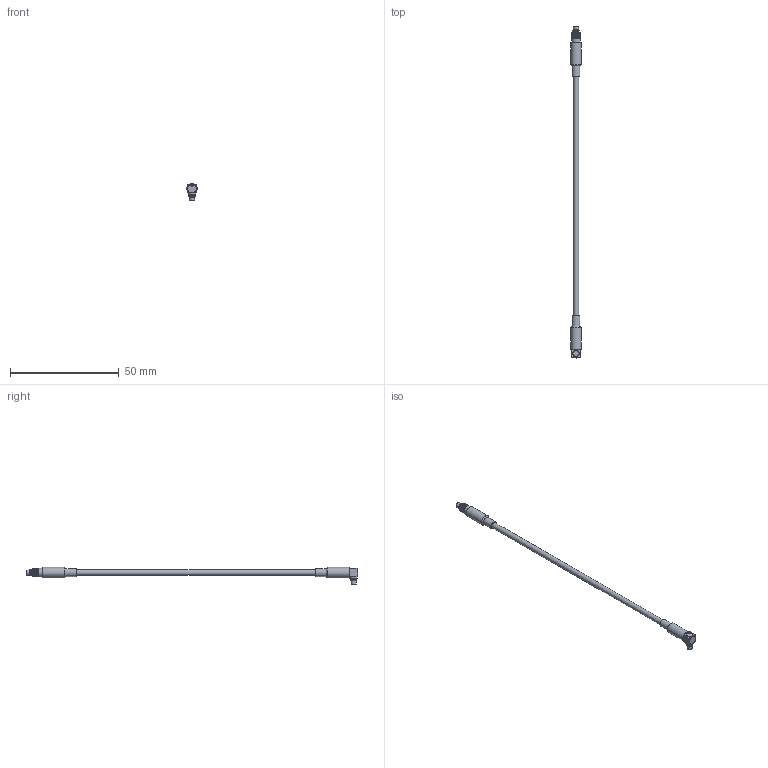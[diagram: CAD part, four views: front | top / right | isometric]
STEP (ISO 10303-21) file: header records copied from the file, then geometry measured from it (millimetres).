
FILE_DESCRIPTION(/* description */ ('Unknown'),/* implementation_level */ '2;1');
FILE_NAME(/* name */ '65560660515303',/* time_stamp */ '2019-05-07T10:22:53+02:00',/* author */ ('Unknown'),/* organization */ ('Unknown'),/* preprocessor_version */ 'ST-DEVELOPER v16.7',/* originating_system */ 'DEX',/* authorisation */ $);
FILE_SCHEMA (('AUTOMOTIVE_DESIGN {1 0 10303 214 3 1 1}'));
Products named in the file (1): 65560660515303
Bounding box: 4.8 x 152.4 x 7.9 mm (x, y, z)
Volume: 1212.9 mm3; surface area: 1628.5 mm2
Topology: 1 solids, 1 shells, 1360 faces, 2851 edges, 1482 vertices
Faces by surface type: bspline 960, cylinder 280, plane 101, cone 12, torus 7
Full cylindrical faces by diameter (mm): 0.4 x2, 1.28 x1, 1.55 x1, 1.6 x1, 2 x1, 2.3 x1, 2.38 x2, 2.6 x1, 2.7 x2, 2.75 x1, 3 x1, 3.4 x1, 3.6 x2, 4 x1, 4.8 x2
Entity records: 59481 total; most frequent: CARTESIAN_POINT 32053, ORIENTED_EDGE 5602, EDGE_CURVE 2801, VERTEX_POINT 1467, EDGE_LOOP 1416, FACE_BOUND 1416, STYLED_ITEM 1360, PRESENTATION_STYLE_ASSIGNMENT 1360
